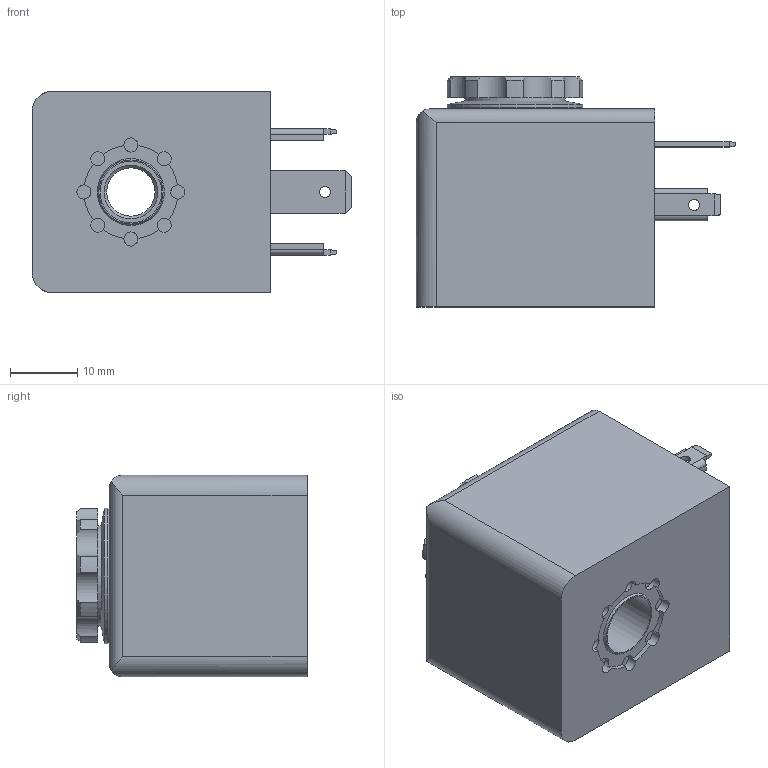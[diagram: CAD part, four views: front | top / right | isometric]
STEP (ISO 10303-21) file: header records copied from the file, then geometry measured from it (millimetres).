
FILE_DESCRIPTION(/* description */ ('STEP AP214'),/* implementation_level */ '2;1');
FILE_NAME(/* name */ '549905_MD-2-230VAC-PA',/* time_stamp */ '2024-09-05T04:18:22+02:00',/* author */ ('License CC BY-ND 4.0'),/* organization */ ('CADENAS'),/* preprocessor_version */ 'ST-DEVELOPER v19.3',/* originating_system */ 'PARTsolutions',/* authorisation */ ' ');
FILE_SCHEMA (('AUTOMOTIVE_DESIGN {1 0 10303 214 3 1 1}'));
Length unit declared in the file: millimetre
Products named in the file (1): 549905 MD-2-230VAC-PA
Bounding box: 47.6 x 34.3 x 30 mm (x, y, z)
Volume: 30304.3 mm3; surface area: 7772.7 mm2
Topology: 1 solids, 1 shells, 135 faces, 352 edges, 228 vertices
Faces by surface type: plane 63, cylinder 56, cone 16
Full cylindrical faces by diameter (mm): 1.65 x3, 2.1 x8, 2.459 x1, 7.188 x1, 9.2 x1, 15 x1, 16 x1, 20.2 x1
Entity records: 4001 total; most frequent: CARTESIAN_POINT 735, DIRECTION 697, ORIENTED_EDGE 632, EDGE_CURVE 316, AXIS2_PLACEMENT_3D 267, VERTEX_POINT 217, FACE_BOUND 177, EDGE_LOOP 176
